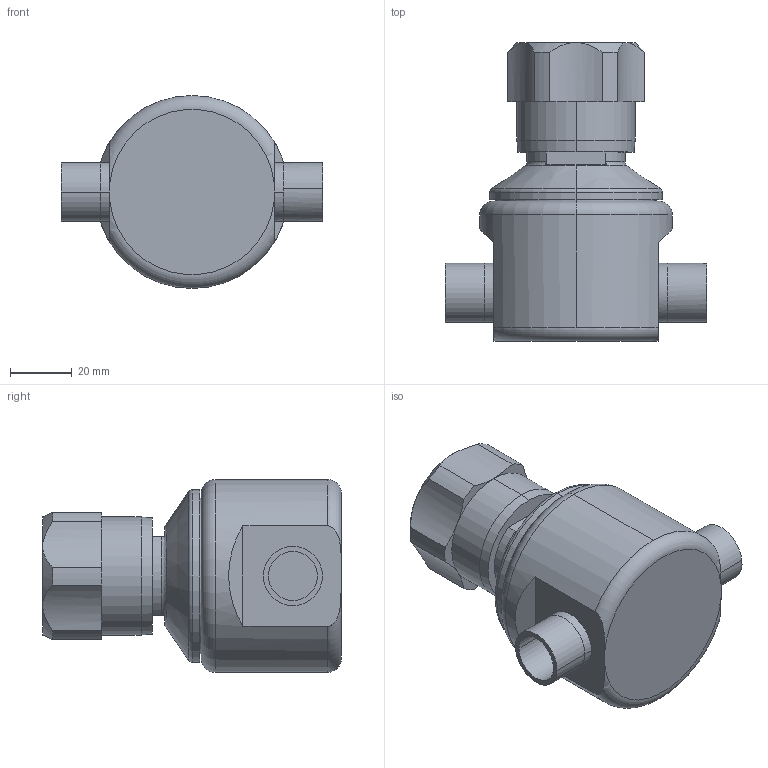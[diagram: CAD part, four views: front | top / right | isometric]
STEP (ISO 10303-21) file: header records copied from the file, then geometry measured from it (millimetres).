
FILE_DESCRIPTION (( 'STEP AP203' ), '1' );
FILE_NAME ('JSHM-075-TE.STEP', '2017-06-29T13:48:29', ( '' ), ( '' ), 'SwSTEP 2.0', 'SolidWorks 2014', '' );
FILE_SCHEMA (( 'CONFIG_CONTROL_DESIGN' ));
Length unit declared in the file: inch
Products named in the file (2): JSHM-075-TE
Bounding box: 84.43 x 96.39 x 62.23 mm (x, y, z)
Volume: 201251.4 mm3; surface area: 25755.9 mm2
Topology: 1 solids, 1 shells, 83 faces, 194 edges, 120 vertices
Faces by surface type: cylinder 37, plane 23, cone 15, torus 8
Entity records: 2773 total; most frequent: CARTESIAN_POINT 671, DIRECTION 450, ORIENTED_EDGE 388, AXIS2_PLACEMENT_3D 195, EDGE_CURVE 194, VERTEX_POINT 120, CIRCLE 110, EDGE_LOOP 90
